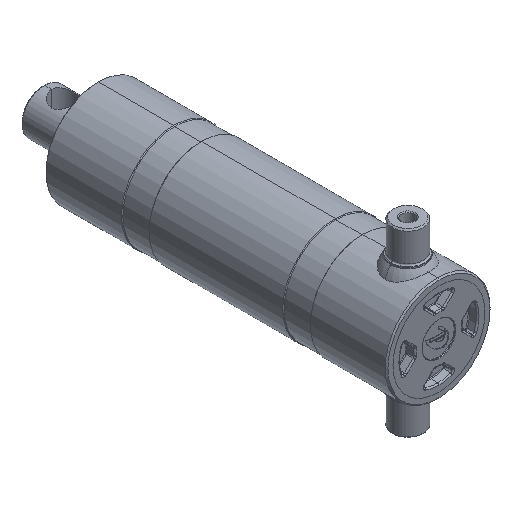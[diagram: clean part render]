
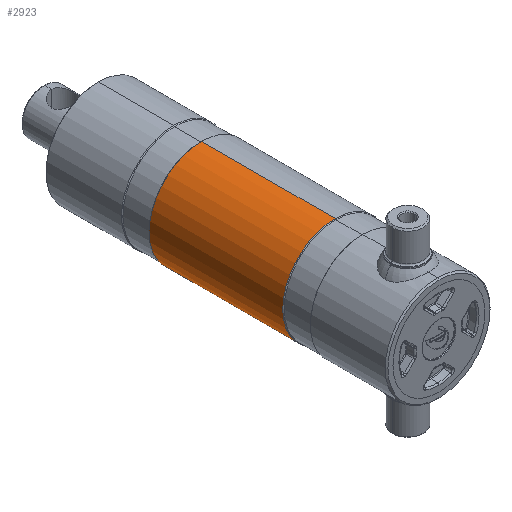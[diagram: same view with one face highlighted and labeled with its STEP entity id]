
A CAD part, isometric view. The second image highlights one B-rep face of the part: STEP entity #2923.
In plain terms, the highlighted cylindrical face has radius 75.75 mm (diameter 151.5 mm), a partial arc.
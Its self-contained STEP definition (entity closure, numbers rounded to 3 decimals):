
#356 = VECTOR ( 'NONE', #5364, 1000. ) ;
#662 = DIRECTION ( 'NONE',  ( 0., 0., 1. ) ) ;
#950 = CYLINDRICAL_SURFACE ( 'NONE', #4071, 75.75 ) ;
#977 = VERTEX_POINT ( 'NONE', #5362 ) ;
#1081 = VERTEX_POINT ( 'NONE', #9173 ) ;
#1182 = FACE_OUTER_BOUND ( 'NONE', #8151, .T. ) ;
#1788 = ORIENTED_EDGE ( 'NONE', *, *, #8517, .T. ) ;
#2039 = CARTESIAN_POINT ( 'NONE',  ( 0., 522.61, 0. ) ) ;
#2206 = CIRCLE ( 'NONE', #6940, 75.75 ) ;
#2330 = CIRCLE ( 'NONE', #2960, 75.75 ) ;
#2795 = CARTESIAN_POINT ( 'NONE',  ( 0., 522.61, -75.75 ) ) ;
#2923 = ADVANCED_FACE ( 'NONE', ( #1182 ), #950, .T. ) ;
#2960 = AXIS2_PLACEMENT_3D ( 'NONE', #9542, #5129, #662 ) ;
#3530 = EDGE_CURVE ( 'NONE', #977, #7933, #4431, .T. ) ;
#3543 = DIRECTION ( 'NONE',  ( 0., 1., 0. ) ) ;
#4071 = AXIS2_PLACEMENT_3D ( 'NONE', #2039, #4249, #7227 ) ;
#4237 = CARTESIAN_POINT ( 'NONE',  ( 0., 343., -75.75 ) ) ;
#4249 = DIRECTION ( 'NONE',  ( 0., 1., 0. ) ) ;
#4331 = DIRECTION ( 'NONE',  ( 0., 1., 0. ) ) ;
#4333 = LINE ( 'NONE', #4617, #356 ) ;
#4431 = LINE ( 'NONE', #2795, #8350 ) ;
#4556 = ORIENTED_EDGE ( 'NONE', *, *, #3530, .F. ) ;
#4617 = CARTESIAN_POINT ( 'NONE',  ( 0., 522.61, 75.75 ) ) ;
#4949 = CARTESIAN_POINT ( 'NONE',  ( 0., 150., 75.75 ) ) ;
#5129 = DIRECTION ( 'NONE',  ( 0., 1., 0. ) ) ;
#5362 = CARTESIAN_POINT ( 'NONE',  ( 0., 150., -75.75 ) ) ;
#5364 = DIRECTION ( 'NONE',  ( 0., 1., 0. ) ) ;
#5751 = ORIENTED_EDGE ( 'NONE', *, *, #6467, .F. ) ;
#6467 = EDGE_CURVE ( 'NONE', #7933, #1081, #2206, .T. ) ;
#6724 = EDGE_CURVE ( 'NONE', #7925, #1081, #4333, .T. ) ;
#6940 = AXIS2_PLACEMENT_3D ( 'NONE', #8739, #4331, #9474 ) ;
#7227 = DIRECTION ( 'NONE',  ( 0., 0., 1. ) ) ;
#7925 = VERTEX_POINT ( 'NONE', #4949 ) ;
#7933 = VERTEX_POINT ( 'NONE', #4237 ) ;
#8151 = EDGE_LOOP ( 'NONE', ( #4556, #1788, #9184, #5751 ) ) ;
#8350 = VECTOR ( 'NONE', #3543, 1000. ) ;
#8517 = EDGE_CURVE ( 'NONE', #977, #7925, #2330, .T. ) ;
#8739 = CARTESIAN_POINT ( 'NONE',  ( 0., 343., 0. ) ) ;
#9173 = CARTESIAN_POINT ( 'NONE',  ( 0., 343., 75.75 ) ) ;
#9184 = ORIENTED_EDGE ( 'NONE', *, *, #6724, .T. ) ;
#9474 = DIRECTION ( 'NONE',  ( 0., 0., 1. ) ) ;
#9542 = CARTESIAN_POINT ( 'NONE',  ( 0., 150., 0. ) ) ;
